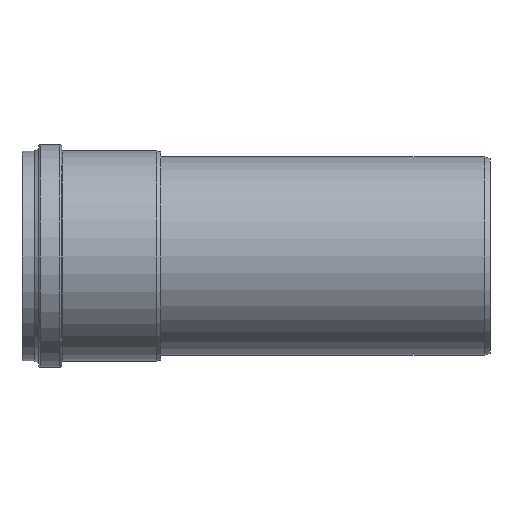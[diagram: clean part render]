
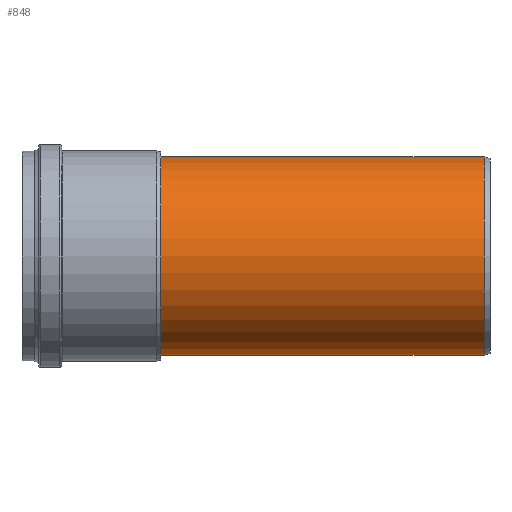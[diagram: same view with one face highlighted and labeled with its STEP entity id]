
A CAD part, left-side view. The second image highlights one B-rep face of the part: STEP entity #848.
In plain terms, the highlighted cylindrical face has radius 200 mm (diameter 400 mm), a full revolution.
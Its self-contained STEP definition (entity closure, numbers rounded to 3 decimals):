
#95=FACE_BOUND('',#279,.T.);
#96=FACE_BOUND('',#280,.T.);
#176=CYLINDRICAL_SURFACE('',#933,200.);
#197=FACE_OUTER_BOUND('',#278,.T.);
#278=EDGE_LOOP('',(#687));
#279=EDGE_LOOP('',(#688));
#280=EDGE_LOOP('',(#689));
#437=B_SPLINE_CURVE_WITH_KNOTS('',3,(#1868,#1869,#1870,#1871,#1872,#1873,
#1874,#1875,#1876,#1877,#1878,#1879,#1880,#1881,#1882,#1883,#1884,#1885,
#1886,#1887,#1888,#1889,#1890,#1891,#1892,#1893,#1894,#1895,#1896,#1897,
#1898,#1899,#1900,#1901,#1902,#1903,#1904,#1905,#1906,#1907,#1908,#1909,
#1910,#1911,#1912,#1913,#1914,#1915,#1916,#1917,#1918,#1919,#1920,#1921,
#1922),.UNSPECIFIED.,.T.,.F.,(4,1,1,1,1,1,1,1,1,1,1,1,1,1,1,1,1,1,1,1,1,
1,1,1,1,1,1,1,1,1,1,1,1,1,1,1,1,1,1,1,1,1,1,1,1,1,1,1,1,1,1,1,4),(-120.922,
-117.683,-116.603,-112.284,-107.966,
-104.727,-103.647,-100.768,-97.889,
-96.21,-95.97,-92.131,-89.252,-88.892,
-87.812,-86.373,-84.933,-83.494,
-82.054,-80.974,-80.614,-77.735,
-74.856,-71.977,-69.818,-69.098,
-63.34,-57.582,-56.862,-54.703,
-51.824,-48.944,-46.065,-43.186,
-42.107,-40.307,-36.468,-34.549,
-32.39,-31.67,-28.791,-25.912,
-23.033,-20.154,-17.275,-15.115,
-12.956,-10.797,-8.637,-6.478,-4.319,
-2.159,0.),.UNSPECIFIED.);
#441=CIRCLE('',#934,200.);
#442=CIRCLE('',#935,200.);
#518=VERTEX_POINT('',#1810);
#521=VERTEX_POINT('',#1927);
#522=VERTEX_POINT('',#1929);
#601=EDGE_CURVE('',#518,#518,#437,.T.);
#603=EDGE_CURVE('',#521,#521,#441,.T.);
#604=EDGE_CURVE('',#522,#522,#442,.T.);
#687=ORIENTED_EDGE('',*,*,#603,.F.);
#688=ORIENTED_EDGE('',*,*,#604,.T.);
#689=ORIENTED_EDGE('',*,*,#601,.F.);
#848=ADVANCED_FACE('',(#197,#95,#96),#176,.T.);
#933=AXIS2_PLACEMENT_3D('',#1926,#1102,#1103);
#934=AXIS2_PLACEMENT_3D('',#1928,#1104,#1105);
#935=AXIS2_PLACEMENT_3D('',#1930,#1106,#1107);
#1102=DIRECTION('center_axis',(0.,-1.,0.));
#1103=DIRECTION('ref_axis',(1.,0.,0.));
#1104=DIRECTION('center_axis',(0.,-1.,0.));
#1105=DIRECTION('ref_axis',(1.,0.,0.));
#1106=DIRECTION('center_axis',(0.,-1.,0.));
#1107=DIRECTION('ref_axis',(1.,0.,0.));
#1810=CARTESIAN_POINT('',(122.727,346.774,-157.918));
#1868=CARTESIAN_POINT('Ctrl Pts',(122.727,346.774,-157.918));
#1869=CARTESIAN_POINT('Ctrl Pts',(122.673,358.251,-157.959));
#1870=CARTESIAN_POINT('Ctrl Pts',(123.659,373.541,-157.201));
#1871=CARTESIAN_POINT('Ctrl Pts',(127.425,403.746,-154.18));
#1872=CARTESIAN_POINT('Ctrl Pts',(133.785,437.193,-148.86));
#1873=CARTESIAN_POINT('Ctrl Pts',(143.769,476.93,-139.297));
#1874=CARTESIAN_POINT('Ctrl Pts',(151.793,505.042,-130.358));
#1875=CARTESIAN_POINT('Ctrl Pts',(158.682,528.032,-121.86));
#1876=CARTESIAN_POINT('Ctrl Pts',(165.359,549.449,-112.833));
#1877=CARTESIAN_POINT('Ctrl Pts',(172.66,571.898,-101.242));
#1878=CARTESIAN_POINT('Ctrl Pts',(177.287,585.772,-92.654));
#1879=CARTESIAN_POINT('Ctrl Pts',(182.744,601.994,-81.693));
#1880=CARTESIAN_POINT('Ctrl Pts',(189.124,620.585,-66.794));
#1881=CARTESIAN_POINT('Ctrl Pts',(194.479,635.878,-47.618));
#1882=CARTESIAN_POINT('Ctrl Pts',(197.04,643.15,-34.519));
#1883=CARTESIAN_POINT('Ctrl Pts',(198.511,647.316,-25.4));
#1884=CARTESIAN_POINT('Ctrl Pts',(199.83,651.037,-11.995));
#1885=CARTESIAN_POINT('Ctrl Pts',(200.168,651.991,3.22));
#1886=CARTESIAN_POINT('Ctrl Pts',(199.347,649.676,18.268));
#1887=CARTESIAN_POINT('Ctrl Pts',(197.66,644.909,31.29));
#1888=CARTESIAN_POINT('Ctrl Pts',(195.982,640.148,40.079));
#1889=CARTESIAN_POINT('Ctrl Pts',(193.155,632.1,52.669));
#1890=CARTESIAN_POINT('Ctrl Pts',(188.296,618.18,68.549));
#1891=CARTESIAN_POINT('Ctrl Pts',(180.41,595.149,86.994));
#1892=CARTESIAN_POINT('Ctrl Pts',(172.754,572.211,101.115));
#1893=CARTESIAN_POINT('Ctrl Pts',(167.111,554.792,109.977));
#1894=CARTESIAN_POINT('Ctrl Pts',(158.65,528.121,122.226));
#1895=CARTESIAN_POINT('Ctrl Pts',(146.818,488.93,136.465));
#1896=CARTESIAN_POINT('Ctrl Pts',(136.391,448.046,146.396));
#1897=CARTESIAN_POINT('Ctrl Pts',(130.316,418.542,151.734));
#1898=CARTESIAN_POINT('Ctrl Pts',(126.73,398.692,154.757));
#1899=CARTESIAN_POINT('Ctrl Pts',(123.229,370.97,157.536));
#1900=CARTESIAN_POINT('Ctrl Pts',(122.165,340.332,158.349));
#1901=CARTESIAN_POINT('Ctrl Pts',(125.169,309.8,156.032));
#1902=CARTESIAN_POINT('Ctrl Pts',(131.798,286.958,150.556));
#1903=CARTESIAN_POINT('Ctrl Pts',(139.537,269.531,143.363));
#1904=CARTESIAN_POINT('Ctrl Pts',(150.011,250.943,132.814));
#1905=CARTESIAN_POINT('Ctrl Pts',(163.405,234.364,116.373));
#1906=CARTESIAN_POINT('Ctrl Pts',(176.157,221.204,95.356));
#1907=CARTESIAN_POINT('Ctrl Pts',(182.966,214.87,81.234));
#1908=CARTESIAN_POINT('Ctrl Pts',(190.021,208.593,63.351));
#1909=CARTESIAN_POINT('Ctrl Pts',(196.303,203.341,42.024));
#1910=CARTESIAN_POINT('Ctrl Pts',(200.408,200.058,12.032));
#1911=CARTESIAN_POINT('Ctrl Pts',(199.922,200.442,-18.405));
#1912=CARTESIAN_POINT('Ctrl Pts',(194.88,204.501,-48.162));
#1913=CARTESIAN_POINT('Ctrl Pts',(186.456,211.646,-73.805));
#1914=CARTESIAN_POINT('Ctrl Pts',(176.353,221.003,-95.093));
#1915=CARTESIAN_POINT('Ctrl Pts',(165.881,231.781,-112.293));
#1916=CARTESIAN_POINT('Ctrl Pts',(154.714,245.127,-127.147));
#1917=CARTESIAN_POINT('Ctrl Pts',(143.803,261.249,-139.261));
#1918=CARTESIAN_POINT('Ctrl Pts',(134.333,280.156,-148.308));
#1919=CARTESIAN_POINT('Ctrl Pts',(127.43,301.329,-154.196));
#1920=CARTESIAN_POINT('Ctrl Pts',(123.538,323.812,-157.292));
#1921=CARTESIAN_POINT('Ctrl Pts',(122.762,339.123,-157.89));
#1922=CARTESIAN_POINT('Ctrl Pts',(122.727,346.774,-157.918));
#1926=CARTESIAN_POINT('Origin',(0.,387.45,0.));
#1927=CARTESIAN_POINT('',(200.,12.,0.));
#1928=CARTESIAN_POINT('Origin',(0.,12.,0.));
#1929=CARTESIAN_POINT('',(200.,762.9,0.));
#1930=CARTESIAN_POINT('Origin',(0.,762.9,0.));
